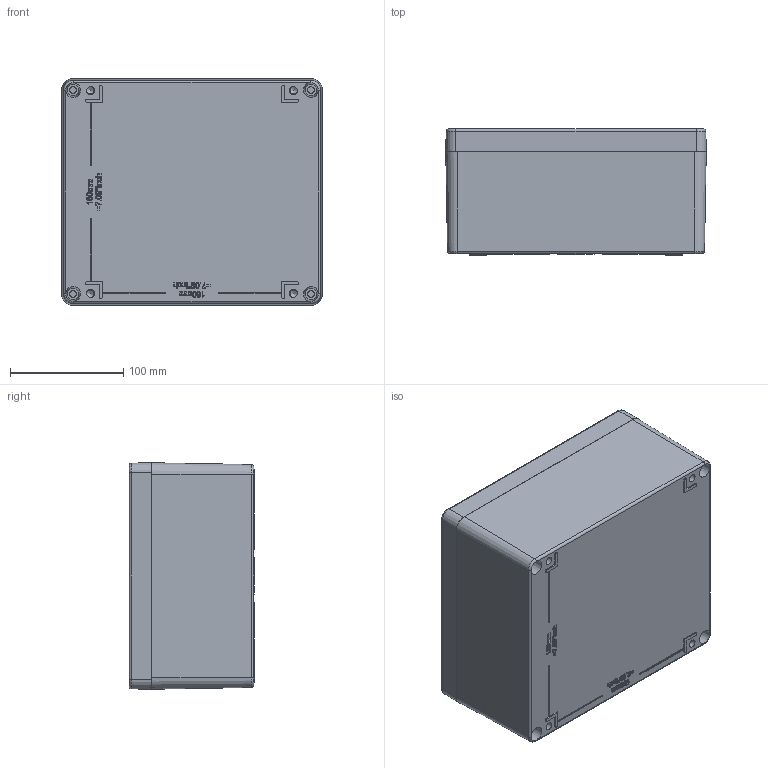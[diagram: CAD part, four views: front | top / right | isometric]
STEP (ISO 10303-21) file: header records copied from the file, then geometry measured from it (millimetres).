
FILE_DESCRIPTION (( 'STEP AP203' ), '1' );
FILE_NAME ('1590Z231GY.step', '2020-11-14T20:10:01', ( 'ADC123' ), ( 'Microsoft' ), 'SwSTEP 2.0', 'SolidWorks 2019', '' );
FILE_SCHEMA (( 'CONFIG_CONTROL_DESIGN' ));
Length unit declared in the file: inch
Products named in the file (1): 1590Z231GY
Bounding box: 230 x 111 x 200 mm (x, y, z)
Volume: 938637.1 mm3; surface area: 404236 mm2
Topology: 7 solids, 7 shells, 1109 faces, 2843 edges, 1853 vertices
Faces by surface type: plane 576, bspline 223, cone 175, cylinder 128, torus 7
Full cylindrical faces by diameter (mm): 3 x4, 4.917 x15, 5 x4, 5.28 x4, 5.5 x8, 5.88 x4, 5.971 x4, 6.5 x4, 7 x8, 14 x4
Entity records: 34700 total; most frequent: CARTESIAN_POINT 9624, ORIENTED_EDGE 5392, DIRECTION 4497, EDGE_CURVE 2696, VERTEX_POINT 1821, VECTOR 1619, LINE 1619, AXIS2_PLACEMENT_3D 1439
